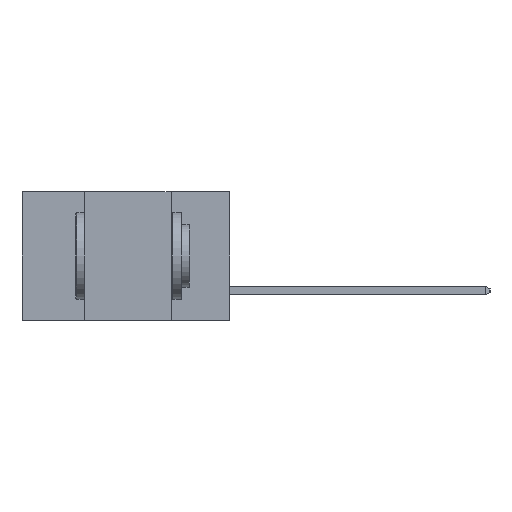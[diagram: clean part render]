
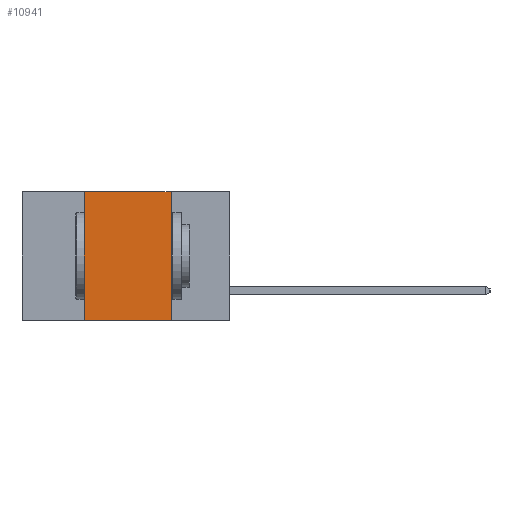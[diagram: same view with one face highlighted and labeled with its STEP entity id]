
A CAD part, left-side view. The second image highlights one B-rep face of the part: STEP entity #10941.
In plain terms, the highlighted planar face has unit normal (-1, 0, 0).
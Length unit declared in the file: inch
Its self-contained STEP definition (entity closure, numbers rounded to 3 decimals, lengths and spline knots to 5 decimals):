
#51 = VERTEX_POINT ( 'NONE', #5379 ) ;
#285 = EDGE_CURVE ( 'NONE', #3780, #1842, #2877, .T. ) ;
#299 = CARTESIAN_POINT ( 'NONE',  ( 0., 0.42, -0.37 ) ) ;
#400 = PLANE ( 'NONE',  #6594 ) ;
#733 = FACE_OUTER_BOUND ( 'NONE', #9565, .T. ) ;
#1262 = LINE ( 'NONE', #4285, #3443 ) ;
#1294 = DIRECTION ( 'NONE',  ( 0., 0., -1. ) ) ;
#1807 = CARTESIAN_POINT ( 'NONE',  ( 0., 0.42, 0. ) ) ;
#1842 = VERTEX_POINT ( 'NONE', #3762 ) ;
#2237 = DIRECTION ( 'NONE',  ( 0., 0., -1. ) ) ;
#2796 = CARTESIAN_POINT ( 'NONE',  ( 0., 0.17, 0. ) ) ;
#2877 = LINE ( 'NONE', #7178, #3171 ) ;
#3171 = VECTOR ( 'NONE', #1294, 39.37008 ) ;
#3377 = CARTESIAN_POINT ( 'NONE',  ( 0., 0.6, 0. ) ) ;
#3443 = VECTOR ( 'NONE', #4046, 39.37008 ) ;
#3762 = CARTESIAN_POINT ( 'NONE',  ( 0., 0.17, -0.37 ) ) ;
#3780 = VERTEX_POINT ( 'NONE', #2796 ) ;
#4046 = DIRECTION ( 'NONE',  ( 0., -1., 0. ) ) ;
#4285 = CARTESIAN_POINT ( 'NONE',  ( 0., 0.6, -0.37 ) ) ;
#5379 = CARTESIAN_POINT ( 'NONE',  ( 0., 0.42, 0. ) ) ;
#5677 = ORIENTED_EDGE ( 'NONE', *, *, #285, .F. ) ;
#6140 = DIRECTION ( 'NONE',  ( 0., -1., 0. ) ) ;
#6594 = AXIS2_PLACEMENT_3D ( 'NONE', #6784, #7556, #2237 ) ;
#6784 = CARTESIAN_POINT ( 'NONE',  ( 0., 0.6, 0. ) ) ;
#6992 = ORIENTED_EDGE ( 'NONE', *, *, #8461, .T. ) ;
#7178 = CARTESIAN_POINT ( 'NONE',  ( 0., 0.17, 0. ) ) ;
#7182 = DIRECTION ( 'NONE',  ( 0., 0., 1. ) ) ;
#7278 = VECTOR ( 'NONE', #7182, 39.37008 ) ;
#7536 = LINE ( 'NONE', #1807, #7278 ) ;
#7556 = DIRECTION ( 'NONE',  ( 1., 0., 0. ) ) ;
#7711 = VECTOR ( 'NONE', #6140, 39.37008 ) ;
#8461 = EDGE_CURVE ( 'NONE', #9759, #1842, #1262, .T. ) ;
#8937 = EDGE_CURVE ( 'NONE', #9759, #51, #7536, .T. ) ;
#9305 = ORIENTED_EDGE ( 'NONE', *, *, #11063, .F. ) ;
#9565 = EDGE_LOOP ( 'NONE', ( #5677, #9305, #10470, #6992 ) ) ;
#9759 = VERTEX_POINT ( 'NONE', #299 ) ;
#10123 = LINE ( 'NONE', #3377, #7711 ) ;
#10470 = ORIENTED_EDGE ( 'NONE', *, *, #8937, .F. ) ;
#10941 = ADVANCED_FACE ( 'NONE', ( #733 ), #400, .F. ) ;
#11063 = EDGE_CURVE ( 'NONE', #51, #3780, #10123, .T. ) ;
